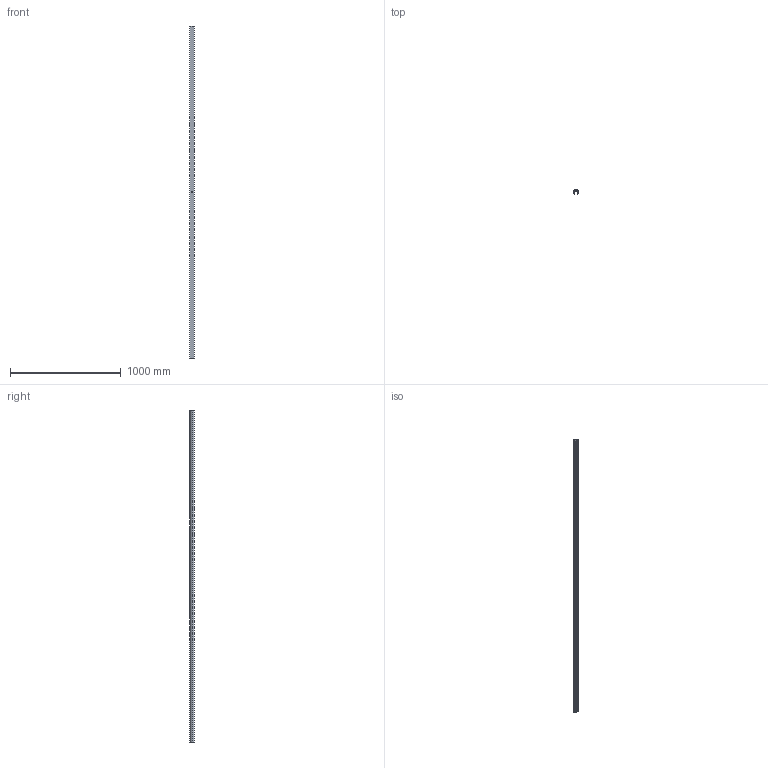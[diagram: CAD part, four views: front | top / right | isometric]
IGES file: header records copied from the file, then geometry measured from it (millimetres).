
Start section: SolidWorks IGES file using analytic representation for surfaces
Global section: file name: 60330-V4A3M.igs; native system: SolidWorks 2018; preprocessor: SolidWorks 2018; author: Christian; date: 220627.162447; units: millimetre
Bounding box: 42.4 x 36.33 x 3000 mm (x, y, z)
Surface area: 1026337 mm2 (no closed solid volume)
Topology: 0 solids, 0 shells, 323 faces, 3712 edges, 3712 vertices
Faces by surface type: bspline 309, revolution 14
